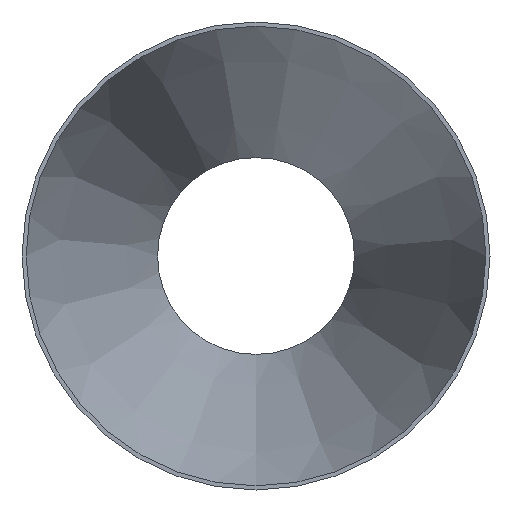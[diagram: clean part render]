
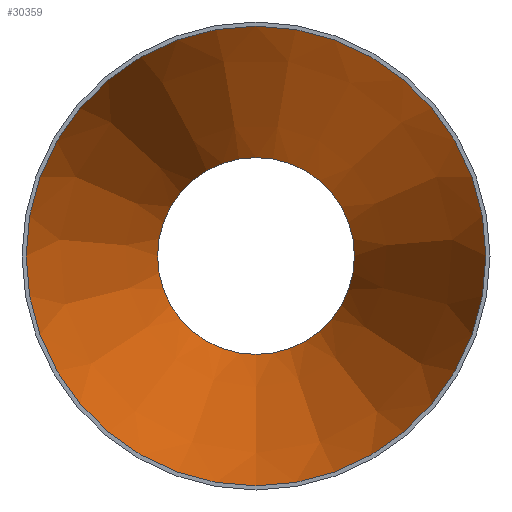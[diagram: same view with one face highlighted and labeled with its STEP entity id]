
A CAD part, front view. The second image highlights one B-rep face of the part: STEP entity #30359.
In plain terms, the highlighted conical face has half-angle 16.858 degrees and reference radius 174.865 mm.
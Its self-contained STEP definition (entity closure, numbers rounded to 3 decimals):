
#1392 = CARTESIAN_POINT ( 'NONE',  ( 0., 0., 0. ) ) ;
#2931 = DIRECTION ( 'NONE',  ( 0., 0., -1. ) ) ;
#8546 = CARTESIAN_POINT ( 'NONE',  ( 0., 330., 0. ) ) ;
#9675 = VERTEX_POINT ( 'NONE', #37112 ) ;
#10844 = FACE_OUTER_BOUND ( 'NONE', #24809, .T. ) ;
#11070 = DIRECTION ( 'NONE',  ( 0., -1., 0. ) ) ;
#15729 = CIRCLE ( 'NONE', #31532, 74.865 ) ;
#17379 = EDGE_CURVE ( 'NONE', #9675, #9675, #15729, .T. ) ;
#22297 = DIRECTION ( 'NONE',  ( 0., -1., 0. ) ) ;
#23636 = VERTEX_POINT ( 'NONE', #41861 ) ;
#23741 = AXIS2_PLACEMENT_3D ( 'NONE', #1392, #43493, #2931 ) ;
#24572 = CARTESIAN_POINT ( 'NONE',  ( 0., 0., 0. ) ) ;
#24809 = EDGE_LOOP ( 'NONE', ( #28410 ) ) ;
#28176 = EDGE_CURVE ( 'NONE', #23636, #23636, #38841, .T. ) ;
#28387 = DIRECTION ( 'NONE',  ( 0., 0., -1. ) ) ;
#28410 = ORIENTED_EDGE ( 'NONE', *, *, #28176, .T. ) ;
#30359 = ADVANCED_FACE ( 'NONE', ( #41684, #10844 ), #37400, .F. ) ;
#31532 = AXIS2_PLACEMENT_3D ( 'NONE', #8546, #22297, #35992 ) ;
#32227 = ORIENTED_EDGE ( 'NONE', *, *, #17379, .F. ) ;
#32413 = AXIS2_PLACEMENT_3D ( 'NONE', #24572, #11070, #28387 ) ;
#35992 = DIRECTION ( 'NONE',  ( 0., 0., -1. ) ) ;
#36360 = EDGE_LOOP ( 'NONE', ( #32227 ) ) ;
#37112 = CARTESIAN_POINT ( 'NONE',  ( 0., 330., -74.865 ) ) ;
#37400 = CONICAL_SURFACE ( 'NONE', #32413, 174.865, 0.294 ) ;
#38841 = CIRCLE ( 'NONE', #23741, 174.865 ) ;
#41684 = FACE_BOUND ( 'NONE', #36360, .T. ) ;
#41861 = CARTESIAN_POINT ( 'NONE',  ( 0., 0., -174.865 ) ) ;
#43493 = DIRECTION ( 'NONE',  ( 0., -1., 0. ) ) ;
